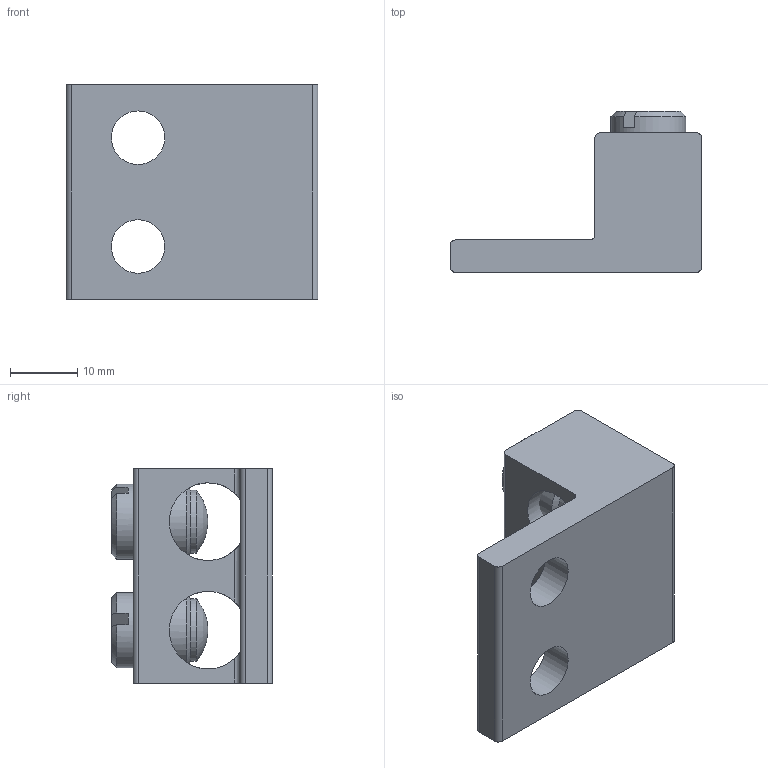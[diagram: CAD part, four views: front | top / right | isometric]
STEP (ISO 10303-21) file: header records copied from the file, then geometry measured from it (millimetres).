
FILE_DESCRIPTION(/* description */ (''),/* implementation_level */ '2;1');
FILE_NAME(/* name */ '2S2-0-31-42 Assembly.stp',/* time_stamp */ '2016-02-04T10:42:13-05:00',/* author */ ('tsmith'),/* organization */ (''),/* preprocessor_version */ 'ST-DEVELOPER v15.6',/* originating_system */ 'Autodesk Inventor 2015',/* authorisation */ '');
FILE_SCHEMA (('AUTOMOTIVE_DESIGN { 1 0 10303 214 3 1 1 }'));
Length unit declared in the file: inch
Products named in the file (3): 2S2-0-31-42; 14225; 2S2-0-31-42 Assembly
Assembly tree (3 placements, depth 2):
  2S2-0-31-42 Assembly
    2S2-0-31-42
    14225  x2
Bounding box: 37.31 x 23.83 x 31.75 mm (x, y, z)
Volume: 11283.9 mm3; surface area: 6621.8 mm2
Topology: 3 solids, 3 shells, 58 faces, 152 edges, 98 vertices
Faces by surface type: cylinder 22, plane 18, cone 16, sphere 2
Full cylindrical faces by diameter (mm): 7.925 x2, 9.296 x2, 9.728 x2, 11.1 x2, 11.506 x2
Entity records: 1573 total; most frequent: CARTESIAN_POINT 463, DIRECTION 224, ORIENTED_EDGE 194, EDGE_CURVE 97, AXIS2_PLACEMENT_3D 94, EDGE_LOOP 74, VERTEX_POINT 69, FACE_OUTER_BOUND 47
